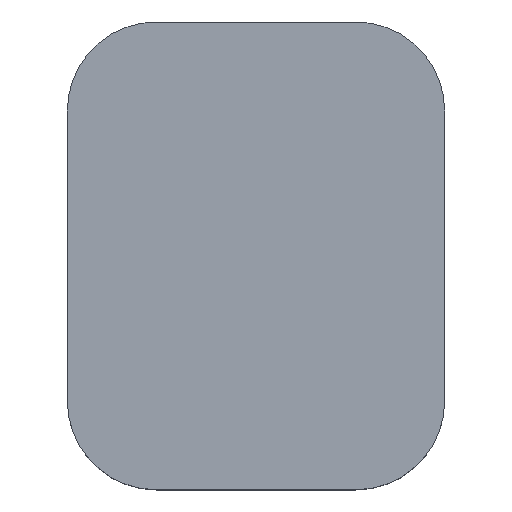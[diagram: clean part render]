
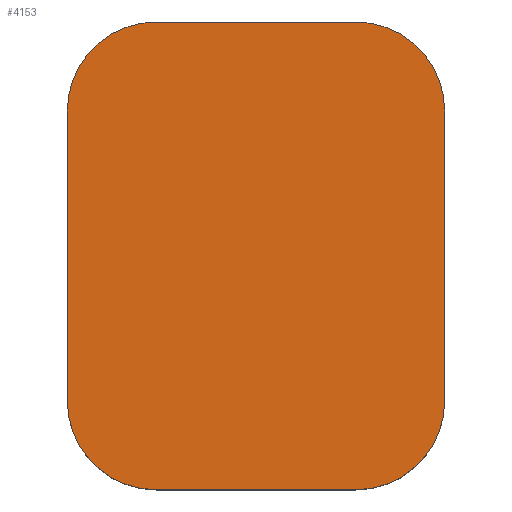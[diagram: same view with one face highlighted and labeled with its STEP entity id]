
A CAD part, top view. The second image highlights one B-rep face of the part: STEP entity #4153.
In plain terms, the highlighted planar face has unit normal (0, 0, 1).
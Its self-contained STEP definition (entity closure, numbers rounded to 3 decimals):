
#27 = DIRECTION ( 'NONE',  ( 1., 0., 0. ) ) ;
#202 = CIRCLE ( 'NONE', #16110, 2. ) ;
#598 = ORIENTED_EDGE ( 'NONE', *, *, #10333, .T. ) ;
#846 = EDGE_CURVE ( 'NONE', #2698, #12853, #16794, .T. ) ;
#920 = CARTESIAN_POINT ( 'NONE',  ( 24.638, -0.017, 2.7 ) ) ;
#999 = EDGE_CURVE ( 'NONE', #20083, #2698, #18988, .T. ) ;
#1408 = DIRECTION ( 'NONE',  ( 0., 0., 1. ) ) ;
#1435 = VERTEX_POINT ( 'NONE', #10454 ) ;
#1632 = DIRECTION ( 'NONE',  ( -1., 0., 0. ) ) ;
#1790 = CARTESIAN_POINT ( 'NONE',  ( 31.117, -8.528, 2.7 ) ) ;
#1857 = CIRCLE ( 'NONE', #19886, 2. ) ;
#2687 = VECTOR ( 'NONE', #8188, 1000. ) ;
#2698 = VERTEX_POINT ( 'NONE', #10897 ) ;
#3849 = CARTESIAN_POINT ( 'NONE',  ( 31.117, -0.017, 2.7 ) ) ;
#4139 = DIRECTION ( 'NONE',  ( 1., 0., 0. ) ) ;
#4153 = ADVANCED_FACE ( 'NONE', ( #18024 ), #8893, .T. ) ;
#4167 = CARTESIAN_POINT ( 'NONE',  ( 26.638, 1.983, 2.7 ) ) ;
#4323 = ORIENTED_EDGE ( 'NONE', *, *, #10706, .T. ) ;
#5174 = CARTESIAN_POINT ( 'NONE',  ( 31.117, 1.983, 2.7 ) ) ;
#5257 = EDGE_CURVE ( 'NONE', #16086, #8387, #1857, .T. ) ;
#6017 = ORIENTED_EDGE ( 'NONE', *, *, #14882, .T. ) ;
#6113 = CARTESIAN_POINT ( 'NONE',  ( 26.638, -0.017, 2.7 ) ) ;
#6414 = ORIENTED_EDGE ( 'NONE', *, *, #13476, .T. ) ;
#6618 = VECTOR ( 'NONE', #27, 1000. ) ;
#6661 = CARTESIAN_POINT ( 'NONE',  ( 33.117, -0.017, 2.7 ) ) ;
#6851 = CARTESIAN_POINT ( 'NONE',  ( 33.117, -6.528, 2.7 ) ) ;
#8188 = DIRECTION ( 'NONE',  ( 0., 1., 0. ) ) ;
#8241 = VECTOR ( 'NONE', #1632, 1000. ) ;
#8369 = DIRECTION ( 'NONE',  ( 0., -1., 0. ) ) ;
#8387 = VERTEX_POINT ( 'NONE', #9346 ) ;
#8581 = CARTESIAN_POINT ( 'NONE',  ( 26.638, -6.528, 2.7 ) ) ;
#8893 = PLANE ( 'NONE',  #21419 ) ;
#9006 = CARTESIAN_POINT ( 'NONE',  ( 0., 0., 2.7 ) ) ;
#9346 = CARTESIAN_POINT ( 'NONE',  ( 33.117, -6.528, 2.7 ) ) ;
#9433 = AXIS2_PLACEMENT_3D ( 'NONE', #3849, #20887, #10696 ) ;
#9810 = LINE ( 'NONE', #16451, #14290 ) ;
#9824 = CARTESIAN_POINT ( 'NONE',  ( 31.117, -6.528, 2.7 ) ) ;
#9949 = VERTEX_POINT ( 'NONE', #19943 ) ;
#10333 = EDGE_CURVE ( 'NONE', #9949, #1435, #202, .T. ) ;
#10454 = CARTESIAN_POINT ( 'NONE',  ( 26.638, -8.528, 2.7 ) ) ;
#10696 = DIRECTION ( 'NONE',  ( 1., 0., 0. ) ) ;
#10706 = EDGE_CURVE ( 'NONE', #1435, #16086, #13746, .T. ) ;
#10897 = CARTESIAN_POINT ( 'NONE',  ( 31.117, 1.983, 2.7 ) ) ;
#11243 = ORIENTED_EDGE ( 'NONE', *, *, #999, .T. ) ;
#11933 = AXIS2_PLACEMENT_3D ( 'NONE', #6113, #14431, #21506 ) ;
#12189 = ORIENTED_EDGE ( 'NONE', *, *, #5257, .T. ) ;
#12768 = EDGE_LOOP ( 'NONE', ( #21864, #598, #4323, #12189, #6017, #11243, #15083, #6414 ) ) ;
#12853 = VERTEX_POINT ( 'NONE', #4167 ) ;
#13473 = DIRECTION ( 'NONE',  ( 0., 0., 1. ) ) ;
#13476 = EDGE_CURVE ( 'NONE', #12853, #19830, #15824, .T. ) ;
#13746 = LINE ( 'NONE', #1790, #6618 ) ;
#14290 = VECTOR ( 'NONE', #8369, 1000. ) ;
#14431 = DIRECTION ( 'NONE',  ( 0., 0., 1. ) ) ;
#14809 = DIRECTION ( 'NONE',  ( -1., 0., 0. ) ) ;
#14882 = EDGE_CURVE ( 'NONE', #8387, #20083, #15064, .T. ) ;
#15064 = LINE ( 'NONE', #6851, #2687 ) ;
#15083 = ORIENTED_EDGE ( 'NONE', *, *, #846, .T. ) ;
#15824 = CIRCLE ( 'NONE', #11933, 2. ) ;
#15837 = CARTESIAN_POINT ( 'NONE',  ( 31.117, -8.528, 2.7 ) ) ;
#16086 = VERTEX_POINT ( 'NONE', #15837 ) ;
#16110 = AXIS2_PLACEMENT_3D ( 'NONE', #8581, #13473, #16566 ) ;
#16451 = CARTESIAN_POINT ( 'NONE',  ( 24.638, -6.528, 2.7 ) ) ;
#16566 = DIRECTION ( 'NONE',  ( -1., 0., 0. ) ) ;
#16794 = LINE ( 'NONE', #5174, #8241 ) ;
#16817 = EDGE_CURVE ( 'NONE', #19830, #9949, #9810, .T. ) ;
#18024 = FACE_OUTER_BOUND ( 'NONE', #12768, .T. ) ;
#18980 = DIRECTION ( 'NONE',  ( 0., 0., 1. ) ) ;
#18988 = CIRCLE ( 'NONE', #9433, 2. ) ;
#19830 = VERTEX_POINT ( 'NONE', #920 ) ;
#19886 = AXIS2_PLACEMENT_3D ( 'NONE', #9824, #1408, #14809 ) ;
#19943 = CARTESIAN_POINT ( 'NONE',  ( 24.638, -6.528, 2.7 ) ) ;
#20083 = VERTEX_POINT ( 'NONE', #6661 ) ;
#20887 = DIRECTION ( 'NONE',  ( 0., 0., 1. ) ) ;
#21419 = AXIS2_PLACEMENT_3D ( 'NONE', #9006, #18980, #4139 ) ;
#21506 = DIRECTION ( 'NONE',  ( 1., 0., 0. ) ) ;
#21864 = ORIENTED_EDGE ( 'NONE', *, *, #16817, .T. ) ;
